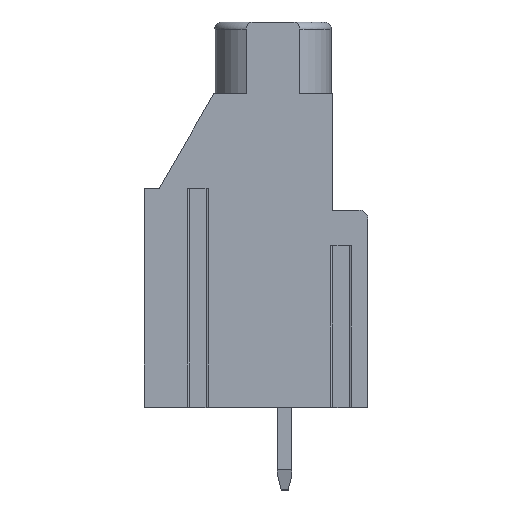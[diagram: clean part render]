
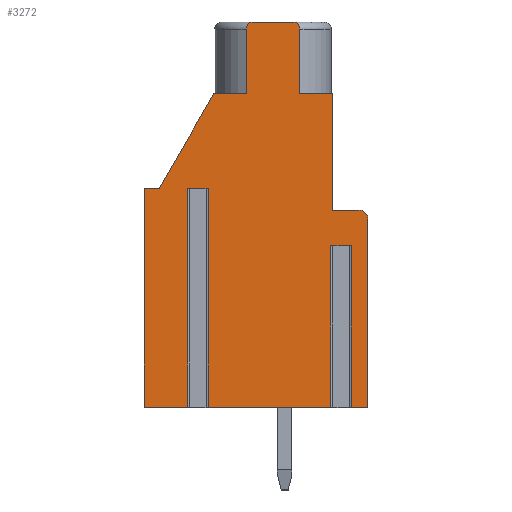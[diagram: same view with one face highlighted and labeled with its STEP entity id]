
A CAD part, top view. The second image highlights one B-rep face of the part: STEP entity #3272.
In plain terms, the highlighted planar face has unit normal (0, 0, 1).
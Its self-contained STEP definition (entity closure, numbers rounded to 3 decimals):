
#65=DIRECTION('',(-1.,0.,0.));
#66=VECTOR('',#65,1.146);
#67=CARTESIAN_POINT('',(-2.127,1.2,15.875));
#68=LINE('',#67,#66);
#69=DIRECTION('',(0.,-1.,0.));
#70=VECTOR('',#69,12.2);
#71=CARTESIAN_POINT('',(-3.273,1.2,15.875));
#72=LINE('',#71,#70);
#73=DIRECTION('',(1.,0.,0.));
#74=VECTOR('',#73,2.427);
#75=CARTESIAN_POINT('',(-5.7,-11.,15.875));
#76=LINE('',#75,#74);
#77=DIRECTION('',(0.,-1.,0.));
#78=VECTOR('',#77,12.2);
#79=CARTESIAN_POINT('',(-5.7,1.2,15.875));
#80=LINE('',#79,#78);
#81=DIRECTION('',(-1.,0.,0.));
#82=VECTOR('',#81,0.84);
#83=CARTESIAN_POINT('',(-4.86,1.2,15.875));
#84=LINE('',#83,#82);
#85=DIRECTION('',(-0.5,-0.866,0.));
#86=VECTOR('',#85,6.12);
#87=CARTESIAN_POINT('',(-1.8,6.5,15.875));
#88=LINE('',#87,#86);
#89=DIRECTION('',(-1.,0.,0.));
#90=VECTOR('',#89,1.8);
#91=CARTESIAN_POINT('',(0.,6.5,15.875));
#92=LINE('',#91,#90);
#93=DIRECTION('',(0.,-1.,0.));
#94=VECTOR('',#93,3.6);
#95=CARTESIAN_POINT('',(0.,10.1,15.875));
#96=LINE('',#95,#94);
#97=CARTESIAN_POINT('',(0.4,10.1,15.875));
#98=DIRECTION('',(0.,0.,1.));
#99=DIRECTION('',(0.,1.,0.));
#100=AXIS2_PLACEMENT_3D('',#97,#98,#99);
#102=DIRECTION('',(-1.,0.,0.));
#103=VECTOR('',#102,2.2);
#104=CARTESIAN_POINT('',(2.6,10.5,15.875));
#105=LINE('',#104,#103);
#106=CARTESIAN_POINT('',(2.6,10.1,15.875));
#107=DIRECTION('',(0.,0.,1.));
#108=DIRECTION('',(1.,0.,0.));
#109=AXIS2_PLACEMENT_3D('',#106,#107,#108);
#111=DIRECTION('',(0.,1.,0.));
#112=VECTOR('',#111,3.6);
#113=CARTESIAN_POINT('',(3.,6.5,15.875));
#114=LINE('',#113,#112);
#115=DIRECTION('',(-1.,0.,0.));
#116=VECTOR('',#115,1.8);
#117=CARTESIAN_POINT('',(4.8,6.5,15.875));
#118=LINE('',#117,#116);
#119=DIRECTION('',(0.,1.,0.));
#120=VECTOR('',#119,6.5);
#121=CARTESIAN_POINT('',(4.8,0.,15.875));
#122=LINE('',#121,#120);
#123=DIRECTION('',(-1.,0.,0.));
#124=VECTOR('',#123,1.5);
#125=CARTESIAN_POINT('',(6.3,0.,15.875));
#126=LINE('',#125,#124);
#127=CARTESIAN_POINT('',(6.3,-0.5,15.875));
#128=DIRECTION('',(0.,0.,1.));
#129=DIRECTION('',(1.,0.,0.));
#130=AXIS2_PLACEMENT_3D('',#127,#128,#129);
#132=DIRECTION('',(0.,1.,0.));
#133=VECTOR('',#132,10.5);
#134=CARTESIAN_POINT('',(6.8,-11.,15.875));
#135=LINE('',#134,#133);
#136=DIRECTION('',(1.,0.,0.));
#137=VECTOR('',#136,0.925);
#138=CARTESIAN_POINT('',(5.875,-11.,15.875));
#139=LINE('',#138,#137);
#140=DIRECTION('',(0.,-1.,0.));
#141=VECTOR('',#140,9.);
#142=CARTESIAN_POINT('',(5.875,-2.,15.875));
#143=LINE('',#142,#141);
#144=DIRECTION('',(-1.,0.,0.));
#145=VECTOR('',#144,1.146);
#146=CARTESIAN_POINT('',(5.875,-2.,15.875));
#147=LINE('',#146,#145);
#148=DIRECTION('',(0.,-1.,0.));
#149=VECTOR('',#148,9.);
#150=CARTESIAN_POINT('',(4.728,-2.,15.875));
#151=LINE('',#150,#149);
#152=DIRECTION('',(1.,0.,0.));
#153=VECTOR('',#152,6.855);
#154=CARTESIAN_POINT('',(-2.127,-11.,15.875));
#155=LINE('',#154,#153);
#156=DIRECTION('',(0.,-1.,0.));
#157=VECTOR('',#156,12.2);
#158=CARTESIAN_POINT('',(-2.127,1.2,15.875));
#159=LINE('',#158,#157);
#2531=CARTESIAN_POINT('',(6.8,-11.,15.875));
#2532=CARTESIAN_POINT('',(6.8,-0.5,15.875));
#2533=VERTEX_POINT('',#2531);
#2534=VERTEX_POINT('',#2532);
#2535=CARTESIAN_POINT('',(6.3,0.,15.875));
#2536=VERTEX_POINT('',#2535);
#2537=CARTESIAN_POINT('',(4.8,0.,15.875));
#2538=VERTEX_POINT('',#2537);
#2539=CARTESIAN_POINT('',(4.8,6.5,15.875));
#2540=VERTEX_POINT('',#2539);
#2541=CARTESIAN_POINT('',(3.,6.5,15.875));
#2542=VERTEX_POINT('',#2541);
#2543=CARTESIAN_POINT('',(3.,10.1,15.875));
#2544=VERTEX_POINT('',#2543);
#2545=CARTESIAN_POINT('',(2.6,10.5,15.875));
#2546=VERTEX_POINT('',#2545);
#2547=CARTESIAN_POINT('',(0.4,10.5,15.875));
#2548=VERTEX_POINT('',#2547);
#2549=CARTESIAN_POINT('',(0.,10.1,15.875));
#2550=VERTEX_POINT('',#2549);
#2551=CARTESIAN_POINT('',(0.,6.5,15.875));
#2552=VERTEX_POINT('',#2551);
#2553=CARTESIAN_POINT('',(-1.8,6.5,15.875));
#2554=VERTEX_POINT('',#2553);
#2555=CARTESIAN_POINT('',(-4.86,1.2,15.875));
#2556=VERTEX_POINT('',#2555);
#2557=CARTESIAN_POINT('',(-5.7,1.2,15.875));
#2558=VERTEX_POINT('',#2557);
#2559=CARTESIAN_POINT('',(-5.7,-11.,15.875));
#2560=VERTEX_POINT('',#2559);
#2717=CARTESIAN_POINT('',(5.875,-2.,15.875));
#2718=CARTESIAN_POINT('',(4.728,-2.,15.875));
#2719=VERTEX_POINT('',#2717);
#2720=VERTEX_POINT('',#2718);
#2721=CARTESIAN_POINT('',(5.875,-11.,15.875));
#2722=VERTEX_POINT('',#2721);
#2723=CARTESIAN_POINT('',(4.728,-11.,15.875));
#2724=VERTEX_POINT('',#2723);
#2749=CARTESIAN_POINT('',(-2.127,1.2,15.875));
#2750=CARTESIAN_POINT('',(-3.273,1.2,15.875));
#2751=VERTEX_POINT('',#2749);
#2752=VERTEX_POINT('',#2750);
#2753=CARTESIAN_POINT('',(-2.127,-11.,15.875));
#2754=VERTEX_POINT('',#2753);
#2755=CARTESIAN_POINT('',(-3.273,-11.,15.875));
#2756=VERTEX_POINT('',#2755);
#3219=CARTESIAN_POINT('',(0.,0.,15.875));
#3220=DIRECTION('',(0.,0.,1.));
#3221=DIRECTION('',(1.,0.,0.));
#3222=AXIS2_PLACEMENT_3D('',#3219,#3220,#3221);
#3223=PLANE('',#3222);
#3225=ORIENTED_EDGE('',*,*,#3224,.T.);
#3227=ORIENTED_EDGE('',*,*,#3226,.T.);
#3229=ORIENTED_EDGE('',*,*,#3228,.F.);
#3231=ORIENTED_EDGE('',*,*,#3230,.F.);
#3233=ORIENTED_EDGE('',*,*,#3232,.F.);
#3235=ORIENTED_EDGE('',*,*,#3234,.F.);
#3237=ORIENTED_EDGE('',*,*,#3236,.F.);
#3239=ORIENTED_EDGE('',*,*,#3238,.F.);
#3241=ORIENTED_EDGE('',*,*,#3240,.F.);
#3243=ORIENTED_EDGE('',*,*,#3242,.F.);
#3245=ORIENTED_EDGE('',*,*,#3244,.F.);
#3247=ORIENTED_EDGE('',*,*,#3246,.F.);
#3249=ORIENTED_EDGE('',*,*,#3248,.F.);
#3251=ORIENTED_EDGE('',*,*,#3250,.F.);
#3253=ORIENTED_EDGE('',*,*,#3252,.F.);
#3255=ORIENTED_EDGE('',*,*,#3254,.F.);
#3257=ORIENTED_EDGE('',*,*,#3256,.F.);
#3259=ORIENTED_EDGE('',*,*,#3258,.F.);
#3261=ORIENTED_EDGE('',*,*,#3260,.F.);
#3263=ORIENTED_EDGE('',*,*,#3262,.T.);
#3265=ORIENTED_EDGE('',*,*,#3264,.T.);
#3267=ORIENTED_EDGE('',*,*,#3266,.F.);
#3269=ORIENTED_EDGE('',*,*,#3268,.F.);
#3270=EDGE_LOOP('',(#3225,#3227,#3229,#3231,#3233,#3235,#3237,#3239,#3241,#3243,
#3245,#3247,#3249,#3251,#3253,#3255,#3257,#3259,#3261,#3263,#3265,#3267,#3269));
#3271=FACE_OUTER_BOUND('',#3270,.F.);
#101=CIRCLE('',#100,0.4);
#110=CIRCLE('',#109,0.4);
#131=CIRCLE('',#130,0.5);
#3224=EDGE_CURVE('',#2751,#2752,#68,.T.);
#3226=EDGE_CURVE('',#2752,#2756,#72,.T.);
#3228=EDGE_CURVE('',#2560,#2756,#76,.T.);
#3230=EDGE_CURVE('',#2558,#2560,#80,.T.);
#3232=EDGE_CURVE('',#2556,#2558,#84,.T.);
#3234=EDGE_CURVE('',#2554,#2556,#88,.T.);
#3236=EDGE_CURVE('',#2552,#2554,#92,.T.);
#3238=EDGE_CURVE('',#2550,#2552,#96,.T.);
#3240=EDGE_CURVE('',#2548,#2550,#101,.T.);
#3242=EDGE_CURVE('',#2546,#2548,#105,.T.);
#3244=EDGE_CURVE('',#2544,#2546,#110,.T.);
#3246=EDGE_CURVE('',#2542,#2544,#114,.T.);
#3248=EDGE_CURVE('',#2540,#2542,#118,.T.);
#3250=EDGE_CURVE('',#2538,#2540,#122,.T.);
#3252=EDGE_CURVE('',#2536,#2538,#126,.T.);
#3254=EDGE_CURVE('',#2534,#2536,#131,.T.);
#3256=EDGE_CURVE('',#2533,#2534,#135,.T.);
#3258=EDGE_CURVE('',#2722,#2533,#139,.T.);
#3260=EDGE_CURVE('',#2719,#2722,#143,.T.);
#3262=EDGE_CURVE('',#2719,#2720,#147,.T.);
#3264=EDGE_CURVE('',#2720,#2724,#151,.T.);
#3266=EDGE_CURVE('',#2754,#2724,#155,.T.);
#3268=EDGE_CURVE('',#2751,#2754,#159,.T.);
#3272=ADVANCED_FACE('',(#3271),#3223,.T.);
